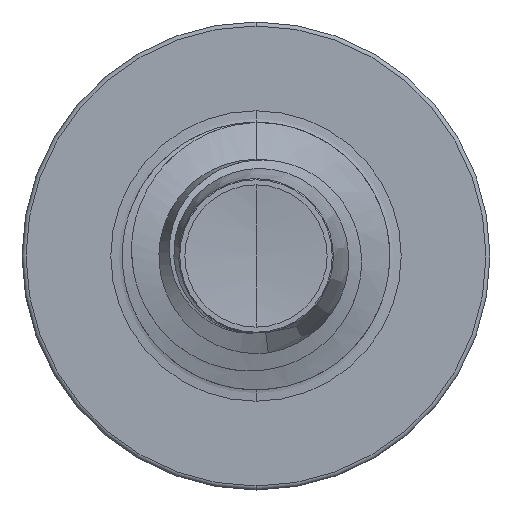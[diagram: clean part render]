
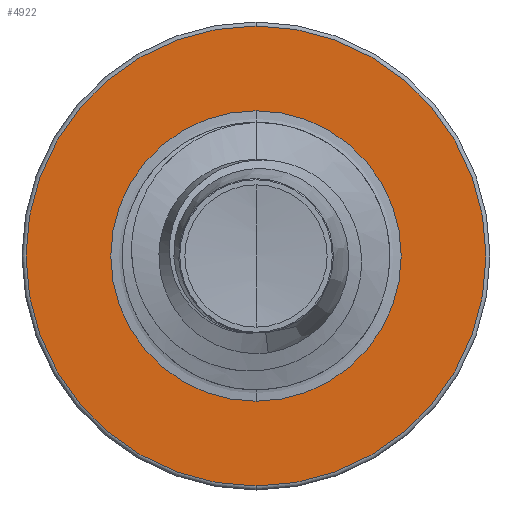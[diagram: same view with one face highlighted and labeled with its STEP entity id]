
A CAD part, front view. The second image highlights one B-rep face of the part: STEP entity #4922.
In plain terms, the highlighted planar face has unit normal (0, -1, 0).
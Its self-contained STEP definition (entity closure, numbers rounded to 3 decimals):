
#286 = CARTESIAN_POINT ( 'NONE',  ( 0., 2.5, -1.72 ) ) ;
#855 = AXIS2_PLACEMENT_3D ( 'NONE', #9166, #9260, #9056 ) ;
#1370 = AXIS2_PLACEMENT_3D ( 'NONE', #7898, #7897, #7890 ) ;
#1419 = AXIS2_PLACEMENT_3D ( 'NONE', #7975, #7963, #7961 ) ;
#1839 = ORIENTED_EDGE ( 'NONE', *, *, #8567, .F. ) ;
#2296 = DIRECTION ( 'NONE',  ( 0., 0., 1. ) ) ;
#2314 = DIRECTION ( 'NONE',  ( 0., 1., 0. ) ) ;
#2333 = CARTESIAN_POINT ( 'NONE',  ( 0., 2.5, 0. ) ) ;
#2372 = EDGE_LOOP ( 'NONE', ( #8296, #9567 ) ) ;
#2761 = CIRCLE ( 'NONE', #855, 1.72 ) ;
#3596 = DIRECTION ( 'NONE',  ( 0., 0., 1. ) ) ;
#3619 = PLANE ( 'NONE',  #4861 ) ;
#4435 = CIRCLE ( 'NONE', #7188, 1.72 ) ;
#4861 = AXIS2_PLACEMENT_3D ( 'NONE', #6707, #6716, #3596 ) ;
#4918 = CARTESIAN_POINT ( 'NONE',  ( 0., 2.5, 1.086 ) ) ;
#4922 = ADVANCED_FACE ( 'NONE', ( #9353, #9226 ), #3619, .F. ) ;
#5044 = VERTEX_POINT ( 'NONE', #4918 ) ;
#5533 = VERTEX_POINT ( 'NONE', #286 ) ;
#6707 = CARTESIAN_POINT ( 'NONE',  ( 0., 2.5, -1.086 ) ) ;
#6716 = DIRECTION ( 'NONE',  ( 0., 1., 0. ) ) ;
#6748 = VERTEX_POINT ( 'NONE', #9803 ) ;
#6997 = VERTEX_POINT ( 'NONE', #9484 ) ;
#7188 = AXIS2_PLACEMENT_3D ( 'NONE', #2333, #2314, #2296 ) ;
#7608 = CIRCLE ( 'NONE', #1419, 1.086 ) ;
#7890 = DIRECTION ( 'NONE',  ( 0., 0., 1. ) ) ;
#7897 = DIRECTION ( 'NONE',  ( 0., 1., 0. ) ) ;
#7898 = CARTESIAN_POINT ( 'NONE',  ( 0., 2.5, 0. ) ) ;
#7961 = DIRECTION ( 'NONE',  ( 0., 0., 1. ) ) ;
#7963 = DIRECTION ( 'NONE',  ( 0., 1., 0. ) ) ;
#7975 = CARTESIAN_POINT ( 'NONE',  ( 0., 2.5, 0. ) ) ;
#8061 = EDGE_CURVE ( 'NONE', #6748, #5044, #7608, .T. ) ;
#8070 = EDGE_CURVE ( 'NONE', #5044, #6748, #8887, .T. ) ;
#8296 = ORIENTED_EDGE ( 'NONE', *, *, #8070, .T. ) ;
#8412 = EDGE_CURVE ( 'NONE', #6997, #5533, #4435, .T. ) ;
#8567 = EDGE_CURVE ( 'NONE', #5533, #6997, #2761, .T. ) ;
#8887 = CIRCLE ( 'NONE', #1370, 1.086 ) ;
#9056 = DIRECTION ( 'NONE',  ( 0., 0., 1. ) ) ;
#9166 = CARTESIAN_POINT ( 'NONE',  ( 0., 2.5, 0. ) ) ;
#9226 = FACE_BOUND ( 'NONE', #2372, .T. ) ;
#9260 = DIRECTION ( 'NONE',  ( 0., 1., 0. ) ) ;
#9271 = EDGE_LOOP ( 'NONE', ( #9452, #1839 ) ) ;
#9353 = FACE_OUTER_BOUND ( 'NONE', #9271, .T. ) ;
#9452 = ORIENTED_EDGE ( 'NONE', *, *, #8412, .F. ) ;
#9484 = CARTESIAN_POINT ( 'NONE',  ( 0., 2.5, 1.72 ) ) ;
#9567 = ORIENTED_EDGE ( 'NONE', *, *, #8061, .T. ) ;
#9803 = CARTESIAN_POINT ( 'NONE',  ( 0., 2.5, -1.086 ) ) ;
